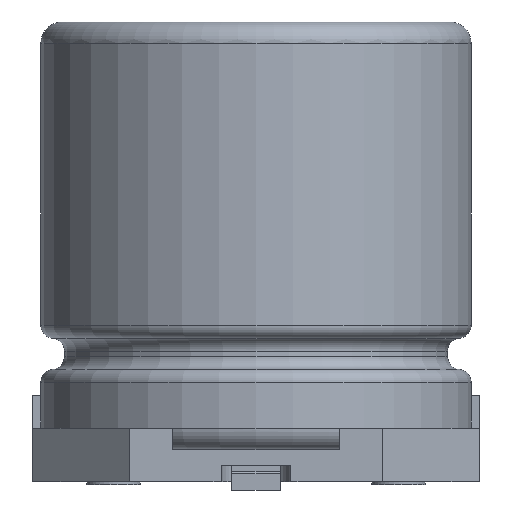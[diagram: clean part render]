
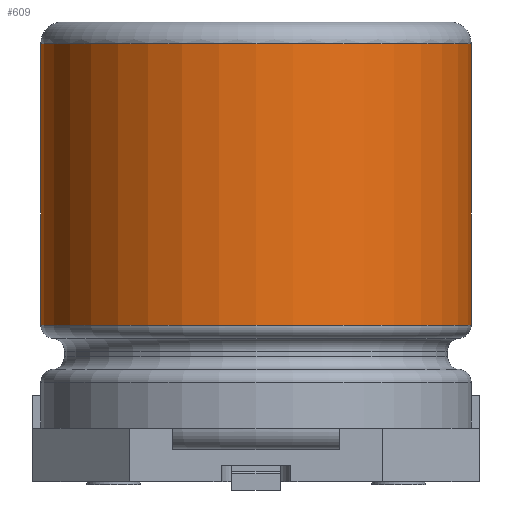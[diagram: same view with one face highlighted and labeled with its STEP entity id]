
A CAD part, front view. The second image highlights one B-rep face of the part: STEP entity #609.
In plain terms, the highlighted cylindrical face has radius 4 mm (diameter 8 mm), a full revolution.
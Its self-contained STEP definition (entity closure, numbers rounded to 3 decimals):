
#609 = ADVANCED_FACE( '', ( #1278, #1279 ), #1280, .T. );
#1278 = FACE_OUTER_BOUND( '', #1991, .T. );
#1279 = FACE_OUTER_BOUND( '', #1992, .T. );
#1280 = CYLINDRICAL_SURFACE( '', #1993, 4. );
#1991 = EDGE_LOOP( '', ( #3819 ) );
#1992 = EDGE_LOOP( '', ( #3820 ) );
#1993 = AXIS2_PLACEMENT_3D( '', #3821, #3822, #3823 );
#3819 = ORIENTED_EDGE( '', *, *, #4471, .T. );
#3820 = ORIENTED_EDGE( '', *, *, #4805, .T. );
#3821 = CARTESIAN_POINT( '', ( 0., 0., 9.9 ) );
#3822 = DIRECTION( '', ( 0., 0., -1. ) );
#3823 = DIRECTION( '', ( 1., 0., 0. ) );
#4471 = EDGE_CURVE( '', #5384, #5384, #5385, .T. );
#4805 = EDGE_CURVE( '', #5850, #5850, #5851, .T. );
#5384 = VERTEX_POINT( '', #6764 );
#5385 = CIRCLE( '', #6765, 4. );
#5850 = VERTEX_POINT( '', #7823 );
#5851 = CIRCLE( '', #7824, 4. );
#6764 = CARTESIAN_POINT( '', ( -4., 0., 7.55 ) );
#6765 = AXIS2_PLACEMENT_3D( '', #8240, #8241, #8242 );
#7823 = CARTESIAN_POINT( '', ( 4., 0., 2.311 ) );
#7824 = AXIS2_PLACEMENT_3D( '', #8454, #8455, #8456 );
#8240 = CARTESIAN_POINT( '', ( 0., 0., 7.55 ) );
#8241 = DIRECTION( '', ( 0., 0., -1. ) );
#8242 = DIRECTION( '', ( -1., 0., 0. ) );
#8454 = CARTESIAN_POINT( '', ( 0., 0., 2.311 ) );
#8455 = DIRECTION( '', ( 0., 0., 1. ) );
#8456 = DIRECTION( '', ( 1., 0., 0. ) );
